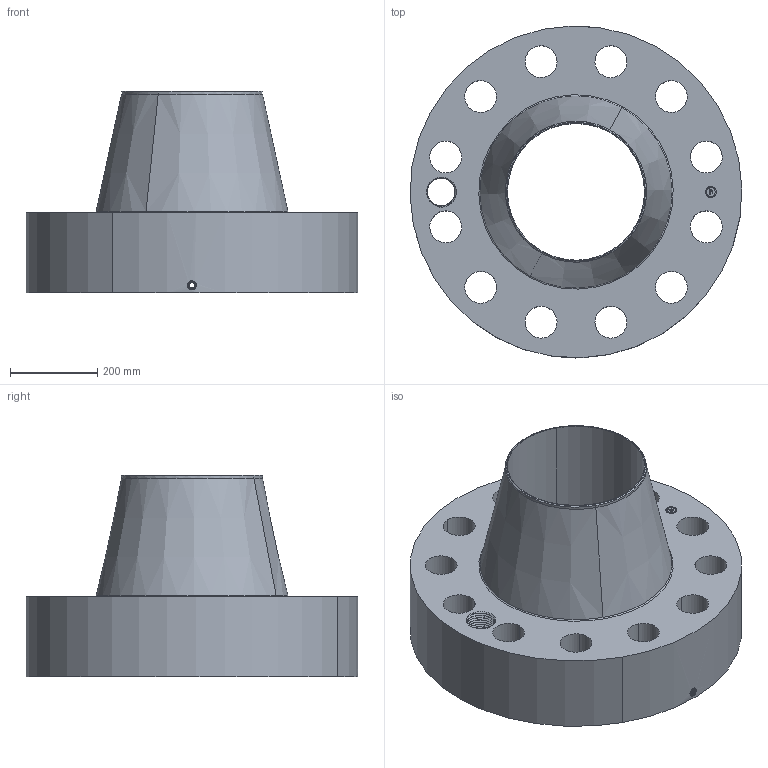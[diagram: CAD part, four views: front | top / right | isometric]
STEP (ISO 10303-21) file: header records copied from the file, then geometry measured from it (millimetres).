
FILE_DESCRIPTION(('3D STEP'),'2;1');
FILE_NAME('12-2500-FF-WELD-NECK-10-ORIF-FLANGE.stp','2013-11-04T03:48:42+00:00',('Texas Flange'),(''),'CATIA Version 5 Release 20 SP 6 (IN-10)','CATIA V5 STEP AP214','800-826-3801');
FILE_SCHEMA(('AUTOMOTIVE_DESIGN { 1 0 10303 214 1 1 1 1 }'));
Length unit declared in the file: inch
Products named in the file (1): 12-2500-FF-WELD-NECK-10-ORIF-FLANGE
Bounding box: 761.79 x 762 x 463.55 mm (x, y, z)
Volume: 70043199.9 mm3; surface area: 2399183.3 mm2
Topology: 1 solids, 1 shells, 858 faces, 2329 edges, 1491 vertices
Faces by surface type: plane 368, bspline 308, cylinder 128, cone 48, revolution 4, torus 2
Entity records: 37168 total; most frequent: CARTESIAN_POINT 16477, ORIENTED_EDGE 4658, EDGE_CURVE 2329, DIRECTION 2115, VERTEX_POINT 1491, VECTOR 1215, LINE 1215, B_SPLINE_CURVE_WITH_KNOTS 992
